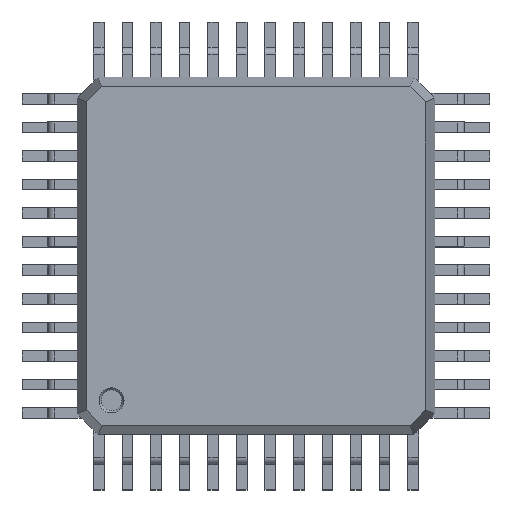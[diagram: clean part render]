
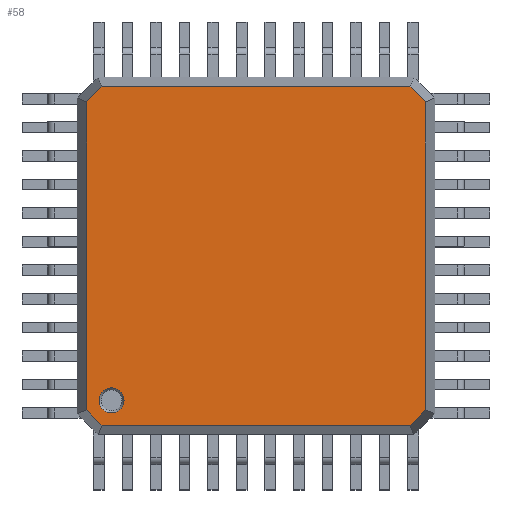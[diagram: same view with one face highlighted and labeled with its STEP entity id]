
A CAD part, top view. The second image highlights one B-rep face of the part: STEP entity #58.
In plain terms, the highlighted planar face has unit normal (0, 0, 1).
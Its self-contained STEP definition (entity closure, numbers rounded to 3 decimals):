
#58=ADVANCED_FACE('',(#5926,#5928),#5930,.T.);
#5926=FACE_BOUND('',#5927,.T.);
#5927=EDGE_LOOP('',(#10574,#10575,#10576,#10577,#10578,#10579,#10580,#10581));
#5928=FACE_BOUND('',#5929,.T.);
#5929=EDGE_LOOP('',(#10582));
#5930=PLANE('',#5931);
#5931=AXIS2_PLACEMENT_3D('',#5932,#5933,#5934);
#5932=CARTESIAN_POINT('',(0.,0.,2.3));
#5933=DIRECTION('',(0.,0.,1.));
#5934=DIRECTION('',(1.,0.,0.));
#10574=ORIENTED_EDGE('',*,*,#14194,.T.);
#10575=ORIENTED_EDGE('',*,*,#14195,.F.);
#10576=ORIENTED_EDGE('',*,*,#14196,.T.);
#10577=ORIENTED_EDGE('',*,*,#14197,.F.);
#10578=ORIENTED_EDGE('',*,*,#14198,.T.);
#10579=ORIENTED_EDGE('',*,*,#14199,.F.);
#10580=ORIENTED_EDGE('',*,*,#14200,.T.);
#10581=ORIENTED_EDGE('',*,*,#14201,.F.);
#10582=ORIENTED_EDGE('',*,*,#14202,.T.);
#14194=EDGE_CURVE('',#16004,#16005,#16006,.T.);
#14195=EDGE_CURVE('',#16007,#16005,#16008,.F.);
#14196=EDGE_CURVE('',#16007,#16009,#16010,.T.);
#14197=EDGE_CURVE('',#16011,#16009,#16012,.F.);
#14198=EDGE_CURVE('',#16011,#16013,#16014,.T.);
#14199=EDGE_CURVE('',#16015,#16013,#16016,.F.);
#14200=EDGE_CURVE('',#16015,#16017,#16018,.T.);
#14201=EDGE_CURVE('',#16004,#16017,#16019,.F.);
#14202=EDGE_CURVE('',#16020,#16020,#16021,.F.);
#16004=VERTEX_POINT('',#19016);
#16005=VERTEX_POINT('',#19017);
#16006=LINE('',#19018,#19019);
#16007=VERTEX_POINT('',#19021);
#16008=LINE('',#19022,#19023);
#16009=VERTEX_POINT('',#19025);
#16010=LINE('',#19026,#19027);
#16011=VERTEX_POINT('',#19029);
#16012=LINE('',#19030,#19031);
#16013=VERTEX_POINT('',#19033);
#16014=LINE('',#19034,#19035);
#16015=VERTEX_POINT('',#19037);
#16016=LINE('',#19038,#19039);
#16017=VERTEX_POINT('',#19041);
#16018=LINE('',#19042,#19043);
#16019=LINE('',#19045,#19046);
#16020=VERTEX_POINT('',#19048);
#16021=CIRCLE('',#19049,0.35);
#19016=CARTESIAN_POINT('',(4.744,-4.311,2.3));
#19017=CARTESIAN_POINT('',(4.744,4.311,2.3));
#19018=CARTESIAN_POINT('',(4.744,-4.311,2.3));
#19019=VECTOR('',#19020,1.);
#19020=DIRECTION('',(0.,1.,0.));
#19021=CARTESIAN_POINT('',(4.311,4.744,2.3));
#19022=CARTESIAN_POINT('',(4.744,4.311,2.3));
#19023=VECTOR('',#19024,1.);
#19024=DIRECTION('',(-0.707,0.707,0.));
#19025=CARTESIAN_POINT('',(-4.311,4.744,2.3));
#19026=CARTESIAN_POINT('',(4.311,4.744,2.3));
#19027=VECTOR('',#19028,1.);
#19028=DIRECTION('',(-1.,0.,0.));
#19029=CARTESIAN_POINT('',(-4.744,4.311,2.3));
#19030=CARTESIAN_POINT('',(-4.311,4.744,2.3));
#19031=VECTOR('',#19032,1.);
#19032=DIRECTION('',(-0.707,-0.707,0.));
#19033=CARTESIAN_POINT('',(-4.744,-4.311,2.3));
#19034=CARTESIAN_POINT('',(-4.744,4.311,2.3));
#19035=VECTOR('',#19036,1.);
#19036=DIRECTION('',(0.,-1.,0.));
#19037=CARTESIAN_POINT('',(-4.311,-4.744,2.3));
#19038=CARTESIAN_POINT('',(-4.744,-4.311,2.3));
#19039=VECTOR('',#19040,1.);
#19040=DIRECTION('',(0.707,-0.707,0.));
#19041=CARTESIAN_POINT('',(4.311,-4.744,2.3));
#19042=CARTESIAN_POINT('',(-4.311,-4.744,2.3));
#19043=VECTOR('',#19044,1.);
#19044=DIRECTION('',(1.,0.,0.));
#19045=CARTESIAN_POINT('',(4.311,-4.744,2.3));
#19046=VECTOR('',#19047,1.);
#19047=DIRECTION('',(0.707,0.707,0.));
#19048=CARTESIAN_POINT('',(-3.694,-4.044,2.3));
#19049=AXIS2_PLACEMENT_3D('',#19050,#19051,#19052);
#19050=CARTESIAN_POINT('',(-4.044,-4.044,2.3));
#19051=DIRECTION('',(0.,0.,1.));
#19052=DIRECTION('',(1.,0.,0.));
